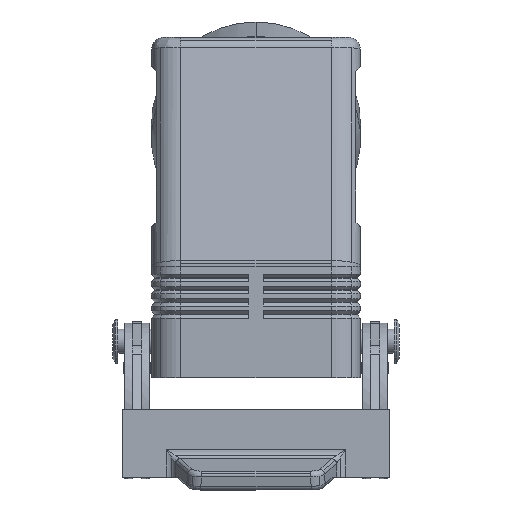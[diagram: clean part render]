
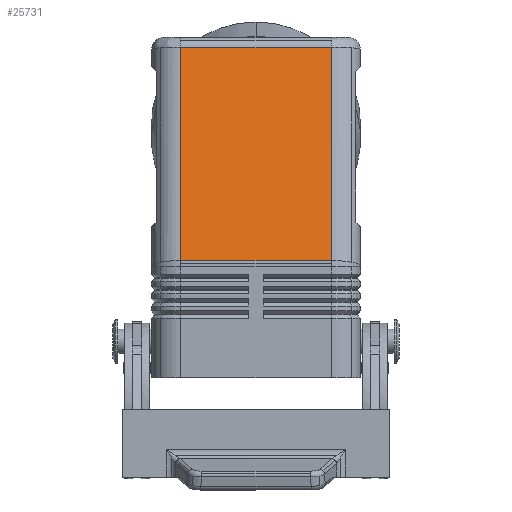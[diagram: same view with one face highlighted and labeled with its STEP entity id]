
A CAD part, left-side view. The second image highlights one B-rep face of the part: STEP entity #25731.
In plain terms, the highlighted planar face has unit normal (-0.98, 0, 0.2).
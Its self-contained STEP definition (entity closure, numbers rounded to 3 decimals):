
#1786=CARTESIAN_POINT('',(-36.379,-15.5,24.094));
#1787=VERTEX_POINT('',#1786);
#1795=CARTESIAN_POINT('',(-36.379,15.5,24.094));
#1796=VERTEX_POINT('',#1795);
#1797=CARTESIAN_POINT('',(-36.379,-15.5,24.094));
#1798=DIRECTION('',(0.0,1.0,0.0));
#1799=VECTOR('',#1798,31.);
#1800=LINE('',#1797,#1799);
#1801=EDGE_CURVE('',#1787,#1796,#1800,.T.);
#25280=CARTESIAN_POINT('',(-27.409,-15.5,68.));
#25281=VERTEX_POINT('',#25280);
#25289=CARTESIAN_POINT('',(-27.409,-15.5,68.));
#25290=DIRECTION('',(-0.2,0.0,-0.98));
#25291=VECTOR('',#25290,44.813);
#25292=LINE('',#25289,#25291);
#25293=EDGE_CURVE('',#25281,#1787,#25292,.T.);
#25708=CARTESIAN_POINT('',(-27.0,0.0,70.));
#25709=DIRECTION('',(-0.98,0.0,0.2));
#25710=DIRECTION('',(0.2,0.0,0.98));
#25711=AXIS2_PLACEMENT_3D('',#25708,#25709,#25710);
#25712=PLANE('',#25711);
#25713=ORIENTED_EDGE('',*,*,#25293,.F.);
#25714=CARTESIAN_POINT('',(-27.409,15.5,68.));
#25715=VERTEX_POINT('',#25714);
#25716=CARTESIAN_POINT('',(-27.409,15.5,68.));
#25717=DIRECTION('',(0.0,-1.0,0.0));
#25718=VECTOR('',#25717,31.);
#25719=LINE('',#25716,#25718);
#25720=EDGE_CURVE('',#25715,#25281,#25719,.T.);
#25721=ORIENTED_EDGE('',*,*,#25720,.F.);
#25722=CARTESIAN_POINT('',(-36.379,15.5,24.094));
#25723=DIRECTION('',(0.2,0.0,0.98));
#25724=VECTOR('',#25723,44.813);
#25725=LINE('',#25722,#25724);
#25726=EDGE_CURVE('',#1796,#25715,#25725,.T.);
#25727=ORIENTED_EDGE('',*,*,#25726,.F.);
#25728=ORIENTED_EDGE('',*,*,#1801,.F.);
#25729=EDGE_LOOP('',(#25713,#25721,#25727,#25728));
#25730=FACE_OUTER_BOUND('',#25729,.T.);
#25731=ADVANCED_FACE('',(#25730),#25712,.T.);
